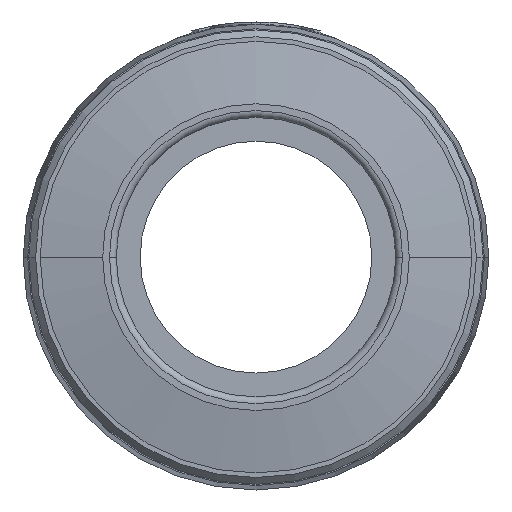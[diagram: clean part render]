
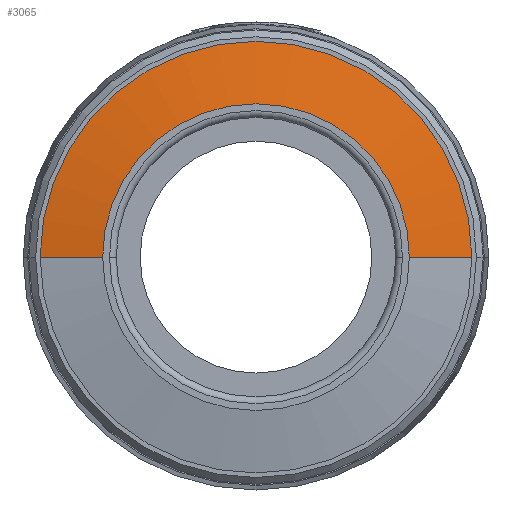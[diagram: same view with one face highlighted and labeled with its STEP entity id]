
A CAD part, left-side view. The second image highlights one B-rep face of the part: STEP entity #3065.
In plain terms, the highlighted conical face has half-angle 80 degrees and reference radius 9.5 mm.
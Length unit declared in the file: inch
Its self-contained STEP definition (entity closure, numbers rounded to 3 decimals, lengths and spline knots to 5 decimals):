
#519 = VECTOR ( 'NONE', #618, 39.37008 ) ;
#576 = CIRCLE ( 'NONE', #2307, 0.26575 ) ;
#618 = DIRECTION ( 'NONE',  ( 0.174, -0.985, 0. ) ) ;
#646 = CARTESIAN_POINT ( 'NONE',  ( 0.01909, -0.37402, 0. ) ) ;
#661 = EDGE_CURVE ( 'NONE', #1728, #822, #2741, .T. ) ;
#666 = AXIS2_PLACEMENT_3D ( 'NONE', #3244, #3542, #1247 ) ;
#822 = VERTEX_POINT ( 'NONE', #2039 ) ;
#908 = VERTEX_POINT ( 'NONE', #1442 ) ;
#979 = FACE_OUTER_BOUND ( 'NONE', #2960, .T. ) ;
#1005 = ORIENTED_EDGE ( 'NONE', *, *, #2659, .T. ) ;
#1081 = DIRECTION ( 'NONE',  ( 1., 0., 0. ) ) ;
#1207 = CARTESIAN_POINT ( 'NONE',  ( 0., 0.26575, 0. ) ) ;
#1247 = DIRECTION ( 'NONE',  ( 0., 1., 0. ) ) ;
#1299 = CONICAL_SURFACE ( 'NONE', #666, 0.37402, 1.396 ) ;
#1317 = ORIENTED_EDGE ( 'NONE', *, *, #2395, .F. ) ;
#1395 = DIRECTION ( 'NONE',  ( 1., 0., 0. ) ) ;
#1442 = CARTESIAN_POINT ( 'NONE',  ( 0.01909, 0.37402, 0. ) ) ;
#1508 = VERTEX_POINT ( 'NONE', #1207 ) ;
#1550 = DIRECTION ( 'NONE',  ( 0.174, 0.985, 0. ) ) ;
#1728 = VERTEX_POINT ( 'NONE', #2281 ) ;
#1739 = AXIS2_PLACEMENT_3D ( 'NONE', #2791, #1081, #3075 ) ;
#1809 = ORIENTED_EDGE ( 'NONE', *, *, #661, .T. ) ;
#2039 = CARTESIAN_POINT ( 'NONE',  ( 0.01909, -0.37402, 0. ) ) ;
#2281 = CARTESIAN_POINT ( 'NONE',  ( 0., -0.26575, 0. ) ) ;
#2307 = AXIS2_PLACEMENT_3D ( 'NONE', #3090, #1395, #3397 ) ;
#2395 = EDGE_CURVE ( 'NONE', #1508, #908, #3040, .T. ) ;
#2584 = EDGE_CURVE ( 'NONE', #908, #822, #2861, .T. ) ;
#2659 = EDGE_CURVE ( 'NONE', #1508, #1728, #576, .T. ) ;
#2741 = LINE ( 'NONE', #646, #519 ) ;
#2791 = CARTESIAN_POINT ( 'NONE',  ( 0.01909, 0., 0. ) ) ;
#2861 = CIRCLE ( 'NONE', #1739, 0.37402 ) ;
#2960 = EDGE_LOOP ( 'NONE', ( #1005, #1809, #3278, #1317 ) ) ;
#2988 = CARTESIAN_POINT ( 'NONE',  ( 0.01909, 0.37402, 0. ) ) ;
#3040 = LINE ( 'NONE', #2988, #3285 ) ;
#3065 = ADVANCED_FACE ( 'NONE', ( #979 ), #1299, .T. ) ;
#3075 = DIRECTION ( 'NONE',  ( 0., 1., 0. ) ) ;
#3090 = CARTESIAN_POINT ( 'NONE',  ( 0., 0., 0. ) ) ;
#3244 = CARTESIAN_POINT ( 'NONE',  ( 0.01909, 0., 0. ) ) ;
#3278 = ORIENTED_EDGE ( 'NONE', *, *, #2584, .F. ) ;
#3285 = VECTOR ( 'NONE', #1550, 39.37008 ) ;
#3397 = DIRECTION ( 'NONE',  ( 0., 1., 0. ) ) ;
#3542 = DIRECTION ( 'NONE',  ( 1., 0., 0. ) ) ;
